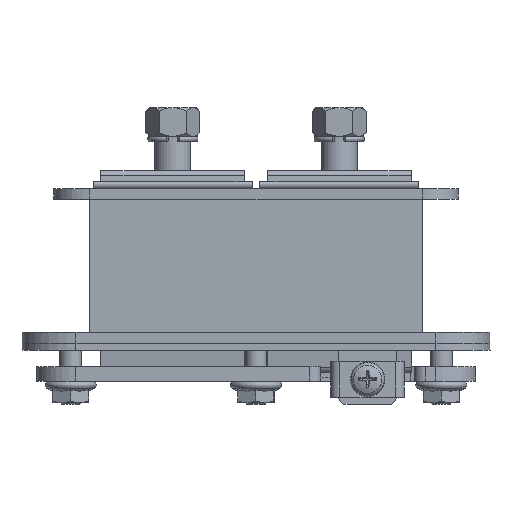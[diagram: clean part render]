
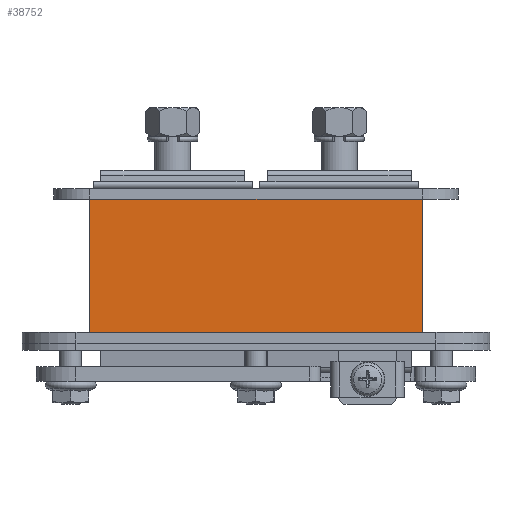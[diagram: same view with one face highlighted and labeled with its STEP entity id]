
A CAD part, front view. The second image highlights one B-rep face of the part: STEP entity #38752.
In plain terms, the highlighted planar face has unit normal (0, -1, 0).
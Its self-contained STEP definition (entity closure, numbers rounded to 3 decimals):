
#6656=FACE_OUTER_BOUND('',#9051,.T.);
#9051=EDGE_LOOP('',(#34398,#34399,#34400,#34401));
#11994=LINE('',#66057,#15043);
#12097=LINE('',#66602,#15146);
#12098=LINE('',#66603,#15147);
#12099=LINE('',#66604,#15148);
#15043=VECTOR('',#53987,1.);
#15146=VECTOR('',#54396,1.);
#15147=VECTOR('',#54397,1.);
#15148=VECTOR('',#54398,1.);
#18212=VERTEX_POINT('',#66053);
#18214=VERTEX_POINT('',#66056);
#18302=VERTEX_POINT('',#66600);
#18303=VERTEX_POINT('',#66601);
#23507=EDGE_CURVE('',#18214,#18212,#11994,.T.);
#23680=EDGE_CURVE('',#18302,#18303,#12097,.T.);
#23681=EDGE_CURVE('',#18302,#18214,#12098,.T.);
#23682=EDGE_CURVE('',#18303,#18212,#12099,.T.);
#34398=ORIENTED_EDGE('',*,*,#23680,.F.);
#34399=ORIENTED_EDGE('',*,*,#23681,.T.);
#34400=ORIENTED_EDGE('',*,*,#23507,.T.);
#34401=ORIENTED_EDGE('',*,*,#23682,.F.);
#36478=PLANE('',#42979);
#38752=ADVANCED_FACE('',(#6656),#36478,.T.);
#42979=AXIS2_PLACEMENT_3D('',#66599,#54394,#54395);
#53987=DIRECTION('',(-1.,0.,0.));
#54394=DIRECTION('center_axis',(0.,-1.,0.));
#54395=DIRECTION('ref_axis',(0.,0.,
-1.));
#54396=DIRECTION('',(-1.,0.,0.));
#54397=DIRECTION('',(0.,0.,1.));
#54398=DIRECTION('',(0.,0.,1.));
#66053=CARTESIAN_POINT('',(-4.62,-10.,0.));
#66056=CARTESIAN_POINT('',(4.62,-10.,0.));
#66057=CARTESIAN_POINT('',(-4.62,-10.,0.));
#66599=CARTESIAN_POINT('Origin',(4.62,-10.,-4.));
#66600=CARTESIAN_POINT('',(4.62,-10.,-3.7));
#66601=CARTESIAN_POINT('',(-4.62,-10.,-3.7));
#66602=CARTESIAN_POINT('',(2.31,-10.,-3.7));
#66603=CARTESIAN_POINT('',(4.62,-10.,-4.));
#66604=CARTESIAN_POINT('',(-4.62,-10.,-4.));
